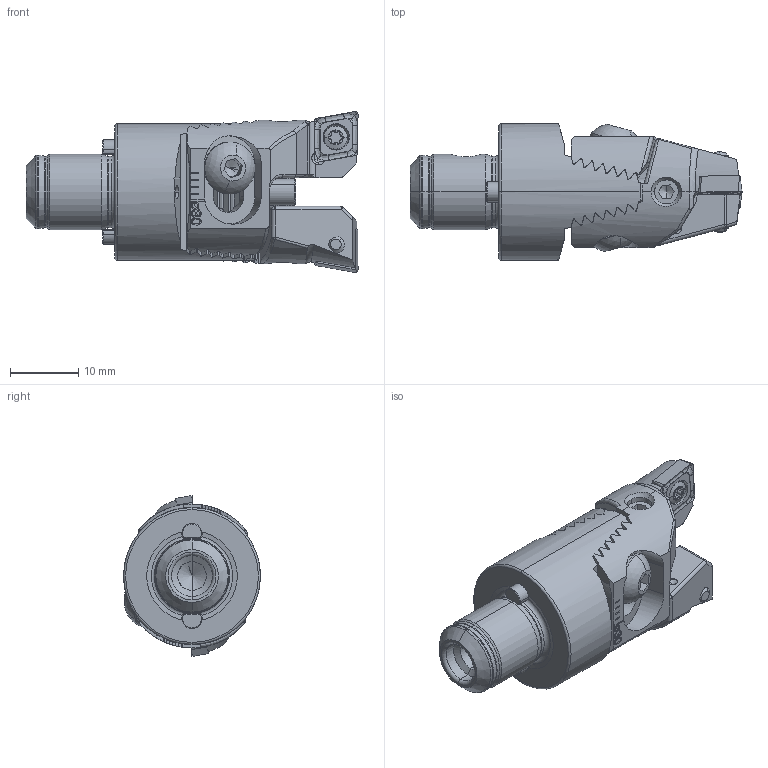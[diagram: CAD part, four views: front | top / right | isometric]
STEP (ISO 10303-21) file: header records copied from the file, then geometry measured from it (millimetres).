
FILE_DESCRIPTION (( 'STEP AP203' ), '1' );
FILE_NAME ('ST1-Z20.K23.035.STEP', '2016-02-12T11:52:12', ( 'SWIAdmin' ), ( 'Hewlett-Packard Company' ), 'SwSTEP 2.0', 'SolidWorks 2015', '' );
FILE_SCHEMA (( 'CONFIG_CONTROL_DESIGN' ));
Length unit declared in the file: millimetre
Products named in the file (12): Z20-ER3.001.007_A; ST1-Z20.K23.035_A; Z20-WCA.001.015; Z20-ER1.002.008_A; Z20-ER2.001.013_A; Z20-ER1.003.008_A_gespannt; ST1-Z20.K23.035; Z20-ER1.001.008; ST1-ER2.001.005_A; Z20-xxx.001.015_D; WCA-ER2.001.006_A; CCMT060204
Assembly tree (17 placements, depth 3):
  ST1-Z20.K23.035
    ST1-Z20.K23.035_A
    Z20-ER1.001.008  x2
      Z20-ER1.002.008_A
      Z20-ER1.003.008_A_gespannt
    ST1-ER2.001.005_A  x2
    Z20-WCA.001.015
      Z20-xxx.001.015_D  x2
      WCA-ER2.001.006_A  x2
      CCMT060204  x2
      Z20-ER3.001.007_A  x2
    Z20-ER2.001.013_A
Bounding box: 48.5 x 20 x 23.5 mm (x, y, z)
Volume: 8474 mm3; surface area: 7193.6 mm2
Topology: 16 solids, 16 shells, 981 faces, 2549 edges, 1586 vertices
Faces by surface type: plane 419, cylinder 249, cone 135, bspline 108, torus 50, sphere 20
Entity records: 24003 total; most frequent: CARTESIAN_POINT 8590, ORIENTED_EDGE 3220, DIRECTION 2617, EDGE_CURVE 1610, VERTEX_POINT 1013, AXIS2_PLACEMENT_3D 965, LINE 687, VECTOR 687
